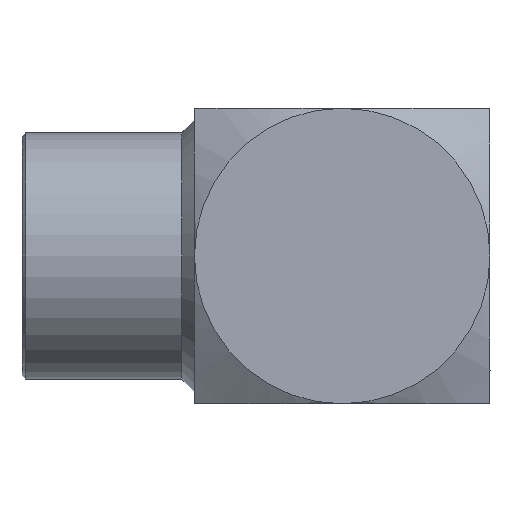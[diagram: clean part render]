
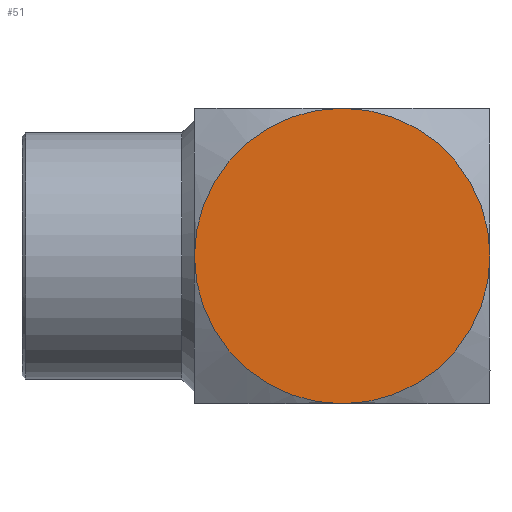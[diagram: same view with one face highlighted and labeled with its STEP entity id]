
A CAD part, left-side view. The second image highlights one B-rep face of the part: STEP entity #51.
In plain terms, the highlighted planar face has unit normal (-1, 0, 0).
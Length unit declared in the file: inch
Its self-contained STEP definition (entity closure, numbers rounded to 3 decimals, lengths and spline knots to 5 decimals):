
#51 = ADVANCED_FACE ( 'NONE', ( #242 ), #180, .F. ) ;
#80 = DIRECTION ( 'NONE',  ( 0., 0., 1. ) ) ;
#92 = EDGE_CURVE ( 'NONE', #546, #950, #2024, .T. ) ;
#122 = DIRECTION ( 'NONE',  ( -1., 0., 0. ) ) ;
#180 = PLANE ( 'NONE',  #2126 ) ;
#213 = DIRECTION ( 'NONE',  ( -1., 0., 0. ) ) ;
#233 = DIRECTION ( 'NONE',  ( 0., 0., 1. ) ) ;
#242 = FACE_OUTER_BOUND ( 'NONE', #1930, .T. ) ;
#332 = ORIENTED_EDGE ( 'NONE', *, *, #1058, .T. ) ;
#443 = CARTESIAN_POINT ( 'NONE',  ( -0.11811, 0., 0.11811 ) ) ;
#452 = DIRECTION ( 'NONE',  ( 1., 0., 0. ) ) ;
#497 = ORIENTED_EDGE ( 'NONE', *, *, #1301, .T. ) ;
#546 = VERTEX_POINT ( 'NONE', #1810 ) ;
#560 = CARTESIAN_POINT ( 'NONE',  ( -0.11811, 0., 0. ) ) ;
#637 = CIRCLE ( 'NONE', #2845, 0.11811 ) ;
#694 = ORIENTED_EDGE ( 'NONE', *, *, #92, .T. ) ;
#862 = ORIENTED_EDGE ( 'NONE', *, *, #2101, .T. ) ;
#950 = VERTEX_POINT ( 'NONE', #443 ) ;
#1014 = DIRECTION ( 'NONE',  ( 0., 0., 1. ) ) ;
#1039 = AXIS2_PLACEMENT_3D ( 'NONE', #1902, #213, #233 ) ;
#1058 = EDGE_CURVE ( 'NONE', #1371, #2253, #2950, .T. ) ;
#1171 = AXIS2_PLACEMENT_3D ( 'NONE', #560, #2720, #1014 ) ;
#1301 = EDGE_CURVE ( 'NONE', #2253, #546, #2193, .T. ) ;
#1371 = VERTEX_POINT ( 'NONE', #2814 ) ;
#1647 = AXIS2_PLACEMENT_3D ( 'NONE', #2271, #122, #80 ) ;
#1671 = CARTESIAN_POINT ( 'NONE',  ( -0.11811, -0.11811, 0.11811 ) ) ;
#1702 = DIRECTION ( 'NONE',  ( 0., 1., 0. ) ) ;
#1810 = CARTESIAN_POINT ( 'NONE',  ( -0.11811, -0.11811, 0. ) ) ;
#1874 = DIRECTION ( 'NONE',  ( 0., 0., 1. ) ) ;
#1902 = CARTESIAN_POINT ( 'NONE',  ( -0.11811, 0., 0. ) ) ;
#1930 = EDGE_LOOP ( 'NONE', ( #332, #497, #694, #862 ) ) ;
#2024 = CIRCLE ( 'NONE', #1171, 0.11811 ) ;
#2026 = CARTESIAN_POINT ( 'NONE',  ( -0.11811, 0., -0.11811 ) ) ;
#2101 = EDGE_CURVE ( 'NONE', #950, #1371, #637, .T. ) ;
#2126 = AXIS2_PLACEMENT_3D ( 'NONE', #1671, #452, #1702 ) ;
#2193 = CIRCLE ( 'NONE', #1647, 0.11811 ) ;
#2253 = VERTEX_POINT ( 'NONE', #2026 ) ;
#2271 = CARTESIAN_POINT ( 'NONE',  ( -0.11811, 0., 0. ) ) ;
#2544 = CARTESIAN_POINT ( 'NONE',  ( -0.11811, 0., 0. ) ) ;
#2614 = DIRECTION ( 'NONE',  ( -1., 0., 0. ) ) ;
#2720 = DIRECTION ( 'NONE',  ( -1., 0., 0. ) ) ;
#2814 = CARTESIAN_POINT ( 'NONE',  ( -0.11811, 0.11811, 0. ) ) ;
#2845 = AXIS2_PLACEMENT_3D ( 'NONE', #2544, #2614, #1874 ) ;
#2950 = CIRCLE ( 'NONE', #1039, 0.11811 ) ;
